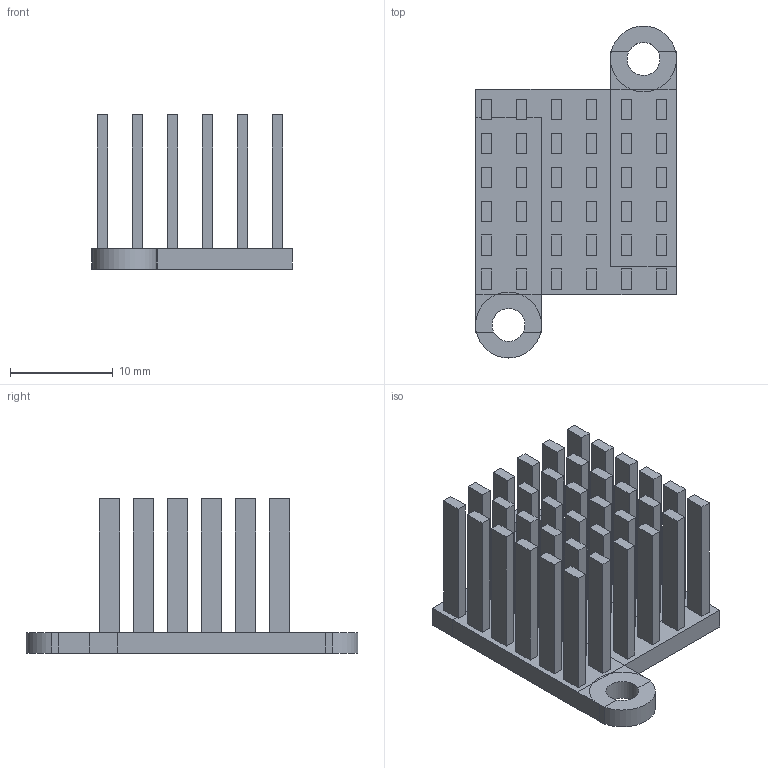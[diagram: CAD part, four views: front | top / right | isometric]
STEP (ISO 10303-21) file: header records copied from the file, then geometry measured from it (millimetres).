
FILE_DESCRIPTION(('FreeCAD Model'),'2;1');
FILE_NAME('Open CASCADE Shape Model','2024-08-29T09:38:37',(''),(''), 'Open CASCADE STEP processor 7.6','FreeCAD','Unknown');
FILE_SCHEMA(('AUTOMOTIVE_DESIGN { 1 0 10303 214 1 1 1 1 }'));
Length unit declared in the file: millimetre
Products named in the file (1): difference
Bounding box: 19.51 x 32.25 x 15 mm (x, y, z)
Volume: 1822.8 mm3; surface area: 3931.6 mm2
Topology: 1 solids, 1 shells, 274 faces, 716 edges, 508 vertices
Faces by surface type: plane 270, cylinder 4
Full cylindrical faces by diameter (mm): 3.2 x2
Entity records: 8422 total; most frequent: CARTESIAN_POINT 1499, ORIENTED_EDGE 1432, DIRECTION 1302, EDGE_CURVE 716, LINE 680, VECTOR 680, VERTEX_POINT 508, FACE_BOUND 342
